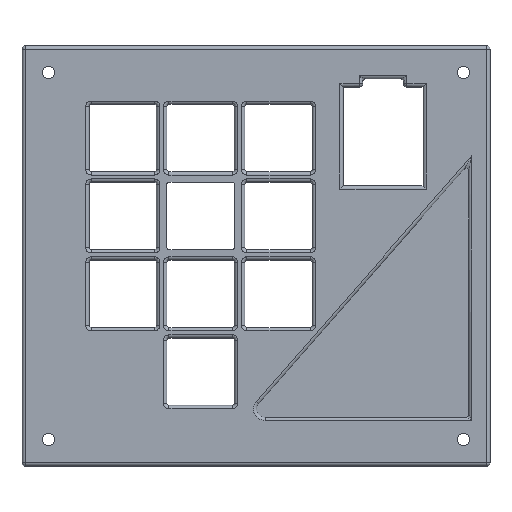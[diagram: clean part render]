
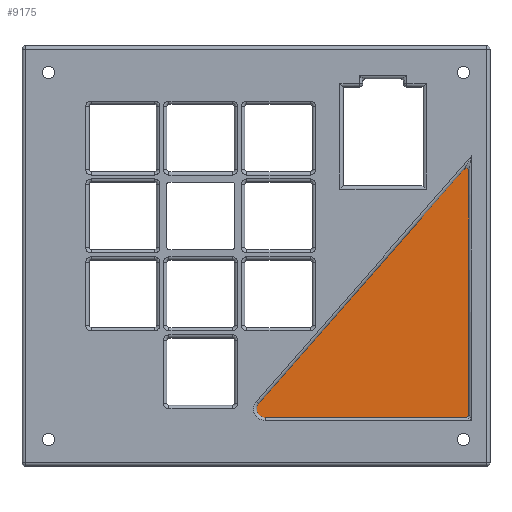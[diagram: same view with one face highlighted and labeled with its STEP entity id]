
A CAD part, front view. The second image highlights one B-rep face of the part: STEP entity #9175.
In plain terms, the highlighted planar face has unit normal (0, -1, 0).
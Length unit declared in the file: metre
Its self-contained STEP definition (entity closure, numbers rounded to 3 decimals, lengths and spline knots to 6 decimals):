
#635=CIRCLE('',#9993,0.002058);
#790=B_SPLINE_CURVE_WITH_KNOTS('',3,(#14180,#14181,#14182,#14183,#14184),
 .UNSPECIFIED.,.F.,.F.,(4,1,4),(0.,0.000588,0.001176),
 .UNSPECIFIED.);
#791=B_SPLINE_CURVE_WITH_KNOTS('',3,(#14188,#14189,#14190,#14191,#14192,
#14193,#14194,#14195,#14196),.UNSPECIFIED.,.F.,.F.,(4,1,1,1,1,1,4),(0.,
0.000553,0.00083,0.001106,0.001383,
0.001659,0.002212),.UNSPECIFIED.);
#2199=ORIENTED_EDGE('',*,*,#4515,.T.);
#2200=ORIENTED_EDGE('',*,*,#4516,.T.);
#2201=ORIENTED_EDGE('',*,*,#4517,.T.);
#2202=ORIENTED_EDGE('',*,*,#4518,.T.);
#2203=ORIENTED_EDGE('',*,*,#4519,.T.);
#2204=ORIENTED_EDGE('',*,*,#4520,.T.);
#4515=EDGE_CURVE('',#5723,#5724,#6434,.F.);
#4516=EDGE_CURVE('',#5724,#5725,#790,.T.);
#4517=EDGE_CURVE('',#5725,#5726,#6435,.F.);
#4518=EDGE_CURVE('',#5726,#5727,#791,.T.);
#4519=EDGE_CURVE('',#5727,#5728,#6436,.F.);
#4520=EDGE_CURVE('',#5728,#5723,#635,.T.);
#5723=VERTEX_POINT('',#14178);
#5724=VERTEX_POINT('',#14179);
#5725=VERTEX_POINT('',#14185);
#5726=VERTEX_POINT('',#14187);
#5727=VERTEX_POINT('',#14197);
#5728=VERTEX_POINT('',#14199);
#6434=LINE('',#14177,#7212);
#6435=LINE('',#14186,#7213);
#6436=LINE('',#14198,#7214);
#7212=VECTOR('',#11547,1.);
#7213=VECTOR('',#11548,1.);
#7214=VECTOR('',#11549,1.);
#7879=EDGE_LOOP('',(#2199,#2200,#2201,#2202,#2203,#2204));
#8459=FACE_BOUND('',#7879,.T.);
#8846=PLANE('',#9992);
#9175=ADVANCED_FACE('',(#8459),#8846,.T.);
#9992=AXIS2_PLACEMENT_3D('',#14176,#11545,#11546);
#9993=AXIS2_PLACEMENT_3D('',#14200,#11550,#11551);
#11545=DIRECTION('',(0.,-1.,0.));
#11546=DIRECTION('',(1.,0.,0.));
#11547=DIRECTION('',(-1.,0.,0.));
#11548=DIRECTION('',(0.,0.,-1.));
#11549=DIRECTION('',(0.659,0.,0.752));
#11550=DIRECTION('',(0.,-1.,0.));
#11551=DIRECTION('',(0.,0.,-1.));
#14176=CARTESIAN_POINT('',(-0.00126,-0.001,-0.001785));
#14177=CARTESIAN_POINT('',(0.000937,-0.001,-0.041065));
#14178=CARTESIAN_POINT('',(0.000937,-0.001,-0.041065));
#14179=CARTESIAN_POINT('',(0.049763,-0.001,-0.041065));
#14180=CARTESIAN_POINT('',(0.049763,-0.001,-0.041065));
#14181=CARTESIAN_POINT('',(0.049961,-0.001,-0.041065));
#14182=CARTESIAN_POINT('',(0.050371,-0.001,-0.040932));
#14183=CARTESIAN_POINT('',(0.050505,-0.001,-0.040522));
#14184=CARTESIAN_POINT('',(0.050505,-0.001,-0.040323));
#14185=CARTESIAN_POINT('',(0.050505,-0.001,-0.040323));
#14186=CARTESIAN_POINT('',(0.050505,-0.001,-0.010262));
#14187=CARTESIAN_POINT('',(0.050505,-0.001,0.018668));
#14188=CARTESIAN_POINT('',(0.050505,-0.001,0.018668));
#14189=CARTESIAN_POINT('',(0.050505,-0.001,0.018854));
#14190=CARTESIAN_POINT('',(0.050474,-0.001,0.01913));
#14191=CARTESIAN_POINT('',(0.050357,-0.001,0.019482));
#14192=CARTESIAN_POINT('',(0.050154,-0.001,0.019705));
#14193=CARTESIAN_POINT('',(0.049854,-0.001,0.019672));
#14194=CARTESIAN_POINT('',(0.049534,-0.001,0.019484));
#14195=CARTESIAN_POINT('',(0.049328,-0.001,0.019296));
#14196=CARTESIAN_POINT('',(0.049205,-0.001,0.019157));
#14197=CARTESIAN_POINT('',(0.049205,-0.001,0.019157));
#14198=CARTESIAN_POINT('',(0.050505,-0.001,0.020638));
#14199=CARTESIAN_POINT('',(-0.000611,-0.001,-0.037649));
#14200=CARTESIAN_POINT('',(0.000937,-0.001,-0.039006));
